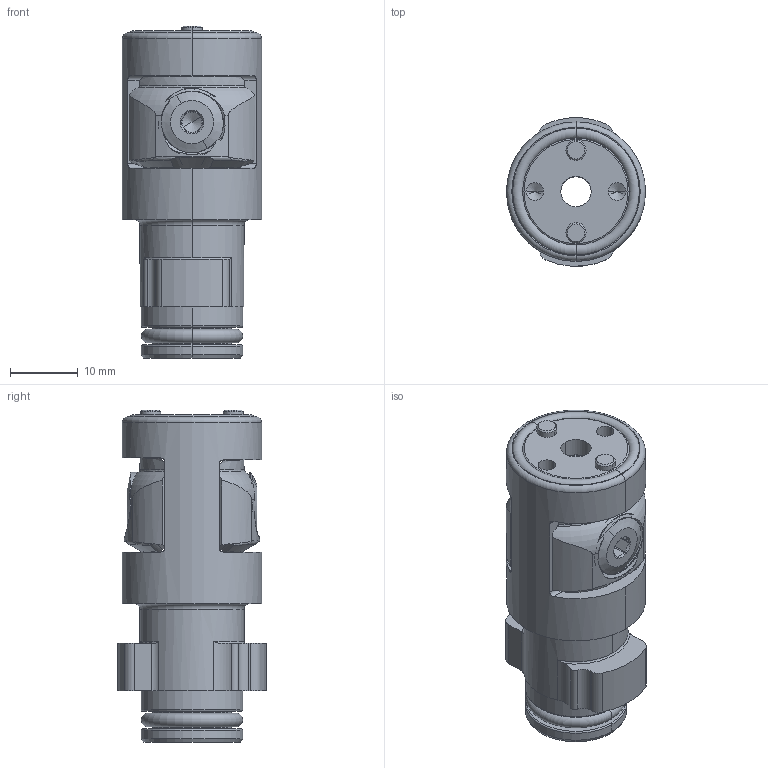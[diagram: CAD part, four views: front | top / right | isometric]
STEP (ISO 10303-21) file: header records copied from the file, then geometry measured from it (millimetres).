
FILE_DESCRIPTION((''),'2;1');
FILE_NAME('KS40-06-MQL1_SW0001','2010-11-23T',('brunnert'),(''),'PRO/ENGINEER BY PARAMETRIC TECHNOLOGY CORPORATION, 2008250','PRO/ENGINEER BY PARAMETRIC TECHNOLOGY CORPORATION, 2008250','');
FILE_SCHEMA(('AUTOMOTIVE_DESIGN_CC2 { 1 2 10303 214 -1 1 5 2 }'));
Products named in the file (1): KS40-06-MQL1_SW0001
Bounding box: 20.6 x 21.93 x 49.12 mm (x, y, z)
Volume: 11242.2 mm3; surface area: 7615.1 mm2
Topology: 1 solids, 4 shells, 478 faces, 1278 edges, 809 vertices
Faces by surface type: cylinder 158, plane 94, torus 80, bspline 78, cone 68
Entity records: 41409 total; most frequent: CARTESIAN_POINT 26924, ORIENTED_EDGE 2544, DIRECTION 2051, EDGE_CURVE 1272, AXIS2_PLACEMENT_3D 850, VERTEX_POINT 809, EDGE_LOOP 507, FACE_OUTER_BOUND 478
